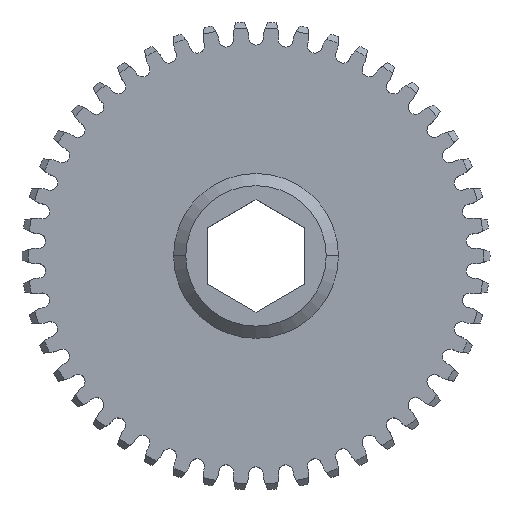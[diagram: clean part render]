
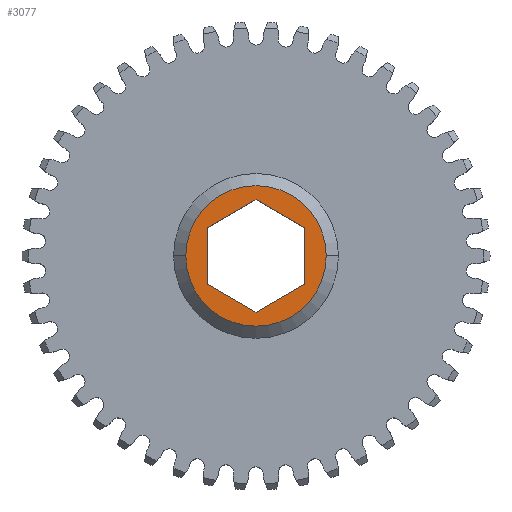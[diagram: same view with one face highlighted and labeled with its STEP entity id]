
A CAD part, top view. The second image highlights one B-rep face of the part: STEP entity #3077.
In plain terms, the highlighted planar face has unit normal (0, 0, 1).
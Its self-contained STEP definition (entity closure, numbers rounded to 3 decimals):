
#49 = ORIENTED_EDGE ( 'NONE', *, *, #4775, .F. ) ;
#72 = CARTESIAN_POINT ( 'NONE',  ( 6.35, 0., 6.35 ) ) ;
#607 = ORIENTED_EDGE ( 'NONE', *, *, #16626, .F. ) ;
#636 = EDGE_CURVE ( 'NONE', #12598, #19429, #18185, .T. ) ;
#1319 = CARTESIAN_POINT ( 'NONE',  ( 9.144, 0., 6.35 ) ) ;
#1356 = CARTESIAN_POINT ( 'NONE',  ( -3.175, -5.499, 6.35 ) ) ;
#1407 = EDGE_CURVE ( 'NONE', #6320, #6764, #6513, .T. ) ;
#1489 = CARTESIAN_POINT ( 'NONE',  ( 0., 0., 6.35 ) ) ;
#1793 = DIRECTION ( 'NONE',  ( 0., 1., 0. ) ) ;
#2084 = ORIENTED_EDGE ( 'NONE', *, *, #1407, .F. ) ;
#2169 = DIRECTION ( 'NONE',  ( 0., 0., -1. ) ) ;
#2394 = DIRECTION ( 'NONE',  ( 0.866, 0.5, 0. ) ) ;
#2649 = EDGE_CURVE ( 'NONE', #3606, #20356, #7933, .T. ) ;
#2670 = DIRECTION ( 'NONE',  ( -0.866, 0.5, 0. ) ) ;
#3077 = ADVANCED_FACE ( 'NONE', ( #17298, #16121 ), #15476, .T. ) ;
#3303 = AXIS2_PLACEMENT_3D ( 'NONE', #15814, #2169, #19678 ) ;
#3443 = DIRECTION ( 'NONE',  ( 1., 0., 0. ) ) ;
#3591 = VECTOR ( 'NONE', #11188, 1000. ) ;
#3606 = VERTEX_POINT ( 'NONE', #13332 ) ;
#3717 = ORIENTED_EDGE ( 'NONE', *, *, #636, .F. ) ;
#4219 = VECTOR ( 'NONE', #17824, 1000. ) ;
#4775 = EDGE_CURVE ( 'NONE', #6764, #6320, #13171, .T. ) ;
#6199 = DIRECTION ( 'NONE',  ( 0.866, -0.5, 0. ) ) ;
#6320 = VERTEX_POINT ( 'NONE', #1319 ) ;
#6356 = ORIENTED_EDGE ( 'NONE', *, *, #19830, .F. ) ;
#6513 = CIRCLE ( 'NONE', #8328, 9.144 ) ;
#6633 = VECTOR ( 'NONE', #6199, 1000. ) ;
#6695 = CARTESIAN_POINT ( 'NONE',  ( 6.35, -3.666, 6.35 ) ) ;
#6764 = VERTEX_POINT ( 'NONE', #11914 ) ;
#6851 = LINE ( 'NONE', #72, #17958 ) ;
#7638 = CARTESIAN_POINT ( 'NONE',  ( -3.175, 5.499, 6.35 ) ) ;
#7933 = LINE ( 'NONE', #13443, #21724 ) ;
#7978 = VECTOR ( 'NONE', #2394, 1000. ) ;
#8183 = CARTESIAN_POINT ( 'NONE',  ( 0., 7.332, 6.35 ) ) ;
#8328 = AXIS2_PLACEMENT_3D ( 'NONE', #21459, #12673, #17915 ) ;
#8461 = ORIENTED_EDGE ( 'NONE', *, *, #8978, .F. ) ;
#8978 = EDGE_CURVE ( 'NONE', #15577, #12598, #11922, .T. ) ;
#10456 = EDGE_CURVE ( 'NONE', #19429, #3606, #6851, .T. ) ;
#11145 = AXIS2_PLACEMENT_3D ( 'NONE', #1489, #12054, #3443 ) ;
#11188 = DIRECTION ( 'NONE',  ( 0., -1., 0. ) ) ;
#11401 = CARTESIAN_POINT ( 'NONE',  ( 0., -7.332, 6.35 ) ) ;
#11406 = EDGE_LOOP ( 'NONE', ( #49, #2084 ) ) ;
#11623 = CARTESIAN_POINT ( 'NONE',  ( -6.35, 3.666, 6.35 ) ) ;
#11914 = CARTESIAN_POINT ( 'NONE',  ( -9.144, 0., 6.35 ) ) ;
#11915 = ORIENTED_EDGE ( 'NONE', *, *, #10456, .F. ) ;
#11922 = LINE ( 'NONE', #1356, #6633 ) ;
#12054 = DIRECTION ( 'NONE',  ( 0., 0., 1. ) ) ;
#12598 = VERTEX_POINT ( 'NONE', #11401 ) ;
#12673 = DIRECTION ( 'NONE',  ( 0., 0., -1. ) ) ;
#12706 = VERTEX_POINT ( 'NONE', #11623 ) ;
#13026 = CARTESIAN_POINT ( 'NONE',  ( -6.35, 0., 6.35 ) ) ;
#13171 = CIRCLE ( 'NONE', #3303, 9.144 ) ;
#13332 = CARTESIAN_POINT ( 'NONE',  ( 6.35, 3.666, 6.35 ) ) ;
#13443 = CARTESIAN_POINT ( 'NONE',  ( 3.175, 5.499, 6.35 ) ) ;
#15476 = PLANE ( 'NONE',  #11145 ) ;
#15577 = VERTEX_POINT ( 'NONE', #16438 ) ;
#15814 = CARTESIAN_POINT ( 'NONE',  ( 0., 0., 6.35 ) ) ;
#16028 = CARTESIAN_POINT ( 'NONE',  ( 3.175, -5.499, 6.35 ) ) ;
#16121 = FACE_OUTER_BOUND ( 'NONE', #11406, .T. ) ;
#16438 = CARTESIAN_POINT ( 'NONE',  ( -6.35, -3.666, 6.35 ) ) ;
#16626 = EDGE_CURVE ( 'NONE', #12706, #15577, #19761, .T. ) ;
#17298 = FACE_BOUND ( 'NONE', #21944, .T. ) ;
#17824 = DIRECTION ( 'NONE',  ( -0.866, -0.5, 0. ) ) ;
#17915 = DIRECTION ( 'NONE',  ( -1., 0., 0. ) ) ;
#17958 = VECTOR ( 'NONE', #1793, 1000. ) ;
#18185 = LINE ( 'NONE', #16028, #7978 ) ;
#19429 = VERTEX_POINT ( 'NONE', #6695 ) ;
#19678 = DIRECTION ( 'NONE',  ( -1., 0., 0. ) ) ;
#19761 = LINE ( 'NONE', #13026, #3591 ) ;
#19830 = EDGE_CURVE ( 'NONE', #20356, #12706, #21481, .T. ) ;
#20356 = VERTEX_POINT ( 'NONE', #8183 ) ;
#21459 = CARTESIAN_POINT ( 'NONE',  ( 0., 0., 6.35 ) ) ;
#21481 = LINE ( 'NONE', #7638, #4219 ) ;
#21717 = ORIENTED_EDGE ( 'NONE', *, *, #2649, .F. ) ;
#21724 = VECTOR ( 'NONE', #2670, 1000. ) ;
#21944 = EDGE_LOOP ( 'NONE', ( #8461, #607, #6356, #21717, #11915, #3717 ) ) ;
